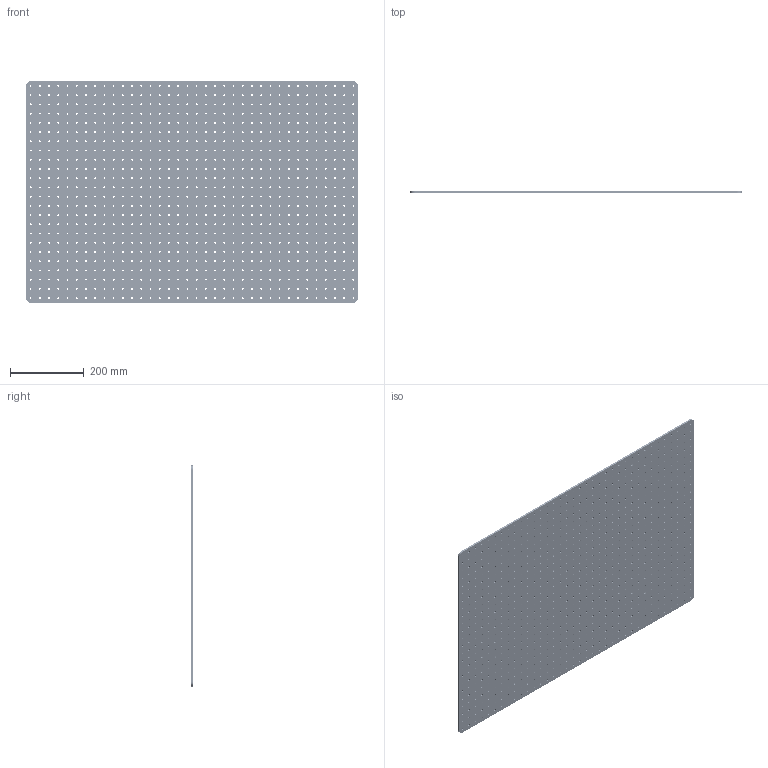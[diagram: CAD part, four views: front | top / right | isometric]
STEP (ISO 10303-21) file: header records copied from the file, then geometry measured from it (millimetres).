
FILE_DESCRIPTION (( 'STEP AP214' ), '1' );
FILE_NAME ('B6090A_top.STEP', '2021-04-15T15:43:56', ( '' ), ( '' ), 'SwSTEP 2.0', 'SolidWorks 2020', '' );
FILE_SCHEMA (( 'AUTOMOTIVE_DESIGN' ));
Length unit declared in the file: millimetre
Products named in the file (1): B6090A_top
Bounding box: 900 x 5 x 600 mm (x, y, z)
Volume: 2614506.4 mm3; surface area: 1128553.6 mm2
Topology: 1 solids, 1 shells, 874 faces, 2616 edges, 1744 vertices
Faces by surface type: cylinder 868, plane 6
Full cylindrical faces by diameter (mm): 5 x864
Entity records: 39320 total; most frequent: DIRECTION 5238, CARTESIAN_POINT 4371, ORIENTED_EDGE 3504, EDGE_LOOP 3466, AXIS2_PLACEMENT_3D 2611, EDGE_CURVE 1752, VERTEX_POINT 1744, FACE_OUTER_BOUND 1738
